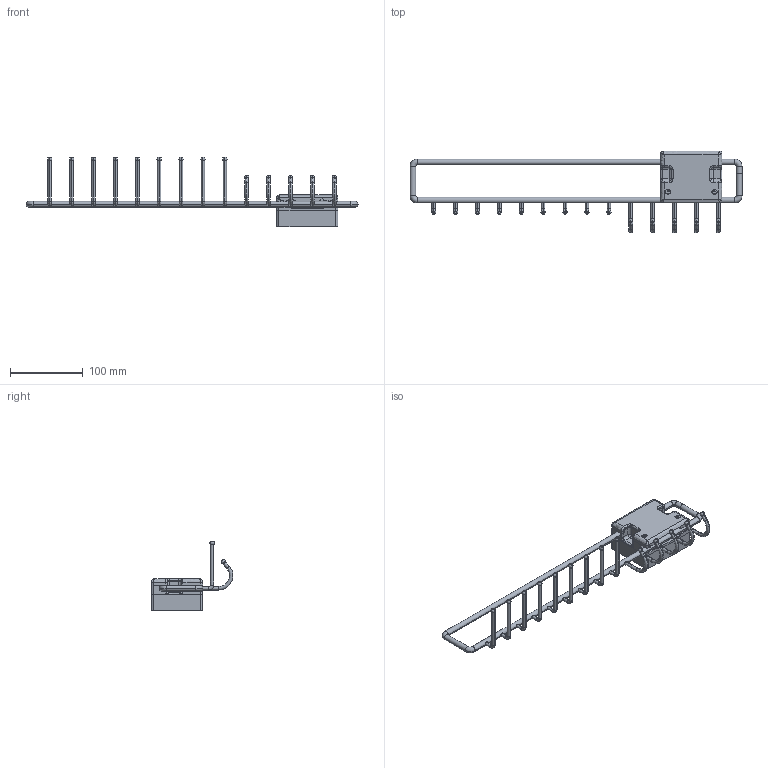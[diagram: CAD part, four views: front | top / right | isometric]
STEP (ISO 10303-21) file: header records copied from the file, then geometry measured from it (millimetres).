
FILE_DESCRIPTION(/* description */ (''),/* implementation_level */ '2;1');
FILE_NAME(/* name */ '3D_600-0180-XX.sat.ipt.stp',/* time_stamp */ '2023-12-05T15:31:13+01:00',/* author */ (''),/* organization */ (''),/* preprocessor_version */ 'ST-DEVELOPER v18.1',/* originating_system */ 'Autodesk Inventor 2021',/* authorisation */ '');
FILE_SCHEMA (('CONFIG_CONTROL_DESIGN'));
Length unit declared in the file: millimetre
Products named in the file (1): 3D_600-0180-XX.sat
Bounding box: 455 x 112.1 x 95.6 mm (x, y, z)
Surface area: 91469.6 mm2 (no closed solid volume)
Topology: 0 solids, 460 shells, 460 faces, 2209 edges, 2209 vertices
Faces by surface type: bspline 239, plane 145, torus 72, sphere 4
Entity records: 36326 total; most frequent: CARTESIAN_POINT 18172, DIRECTION 3641, VERTEX_POINT 2209, EDGE_CURVE 2209, ORIENTED_EDGE 2209, AXIS2_PLACEMENT_3D 1249, LINE 1143, VECTOR 1143
